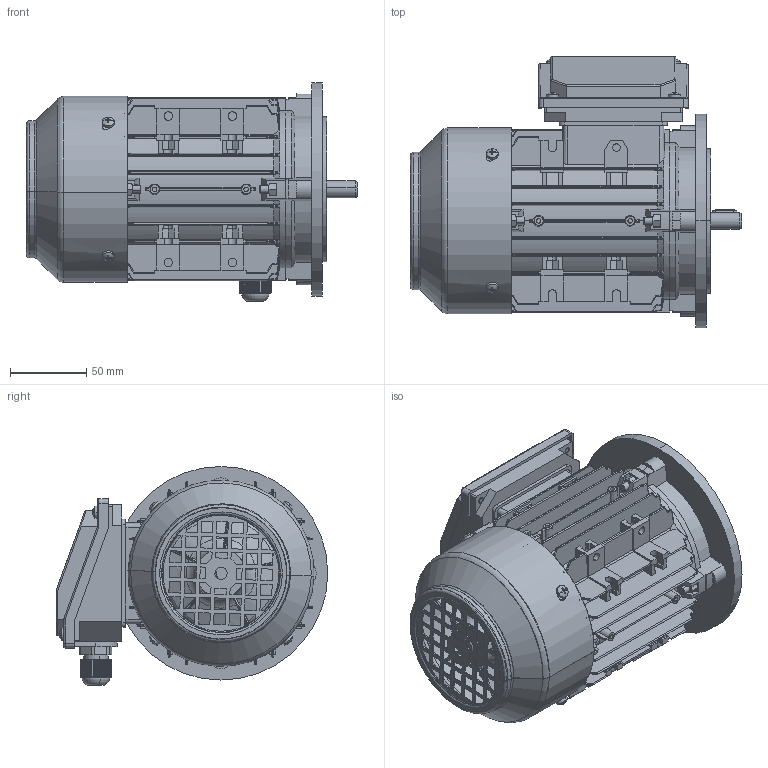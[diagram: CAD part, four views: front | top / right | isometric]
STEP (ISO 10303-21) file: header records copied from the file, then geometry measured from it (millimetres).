
FILE_DESCRIPTION (( 'STEP AP203' ), '1' );
FILE_NAME ('TAN63 B5蚾饜芞.STEP', '2016-08-22T00:44:32', ( 'Users' ), ( 'Microsoft' ), 'SwSTEP 2.0', 'SolidWorks 2008', '' );
FILE_SCHEMA (( 'CONFIG_CONTROL_DESIGN' ));
Length unit declared in the file: millimetre
Products named in the file (14): TA63风罩_默认; MS63 风叶_默认; TA63斜接线盒盖_默认; Hexagon nuts grade C GB_GB_FASTENER_NUT_SNC1 M5-N; TAN63 B5蚾饜芞; TAN63 机壳_默认; TAN63 后盖_默认; 出线螺套M16_默认; TAN63 转轴_默认; Plain parallel keys_GB_CONNECTING_PIECE_KEYS_CSK 4X16; Hexagon socket head cap screws GB_GB_FASTENER_SCREWS_HSHCS M5X25-N; TA63斜接线盒座 （配新壳）_默认; Cross recessed thread forming screws GB_GB_CROSS_SCREWS_TYPE138 M4X10-N; TAN63 B5盖_默认
Assembly tree (34 placements, depth 2):
  TAN63 B5蚾饜芞
    Cross recessed thread forming screws GB_GB_CROSS_SCREWS_TYPE138 M4X10-N  x8
    Hexagon socket head cap screws GB_GB_FASTENER_SCREWS_HSHCS M5X25-N  x8
    Hexagon nuts grade C GB_GB_FASTENER_NUT_SNC1 M5-N  x8
    出线螺套M16_默认
    TA63斜接线盒座 （配新壳）_默认
    TA63斜接线盒盖_默认
    MS63 风叶_默认
    TA63风罩_默认
    TAN63 机壳_默认
    TAN63 后盖_默认
    TAN63 转轴_默认
    TAN63 B5盖_默认
    Plain parallel keys_GB_CONNECTING_PIECE_KEYS_CSK 4X16
Bounding box: 217 x 178 x 143.54 mm (x, y, z)
Volume: 513419.2 mm3; surface area: 403435 mm2
Topology: 34 solids, 34 shells, 3694 faces, 9692 edges, 6118 vertices
Faces by surface type: plane 1777, cylinder 906, bspline 494, cone 316, torus 171, sphere 30
Entity records: 116213 total; most frequent: CARTESIAN_POINT 38547, ORIENTED_EDGE 17112, DIRECTION 14163, EDGE_CURVE 8556, VERTEX_POINT 5439, AXIS2_PLACEMENT_3D 4956, VECTOR 4251, LINE 4251
